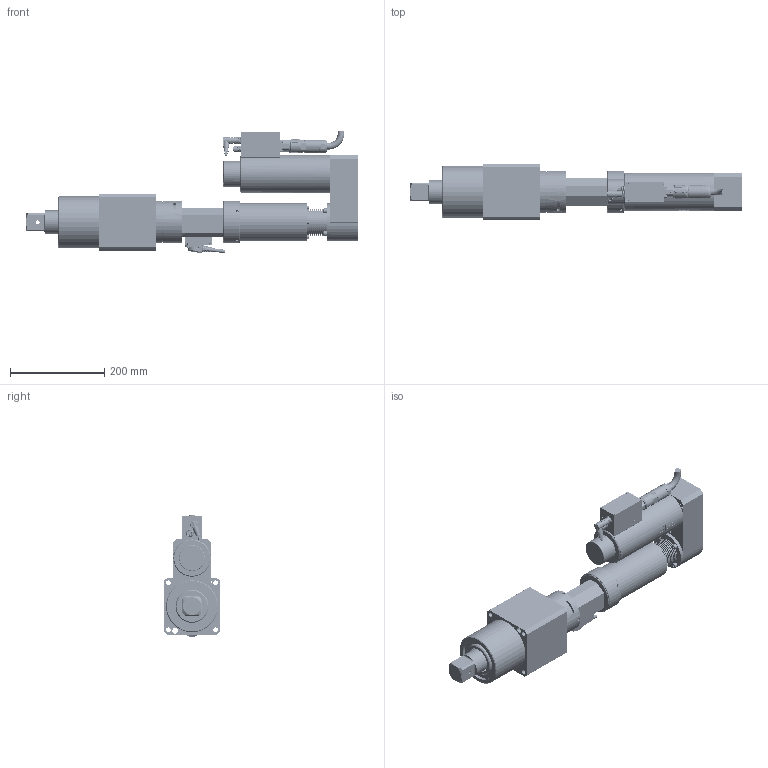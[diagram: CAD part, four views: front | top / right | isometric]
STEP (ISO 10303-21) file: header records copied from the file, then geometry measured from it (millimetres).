
FILE_DESCRIPTION(/* description */ (''),/* implementation_level */ '2;1');
FILE_NAME(/* name */ '4BDU1600T1S-A_IAM_001.iam.step',/* time_stamp */ '2021-08-10T09:02:26+02:00',/* author */ ('cideon'),/* organization */ (''),/* preprocessor_version */ 'ST-DEVELOPER v17.2',/* originating_system */ 'Autodesk Inventor 2019',/* authorisation */ '');
FILE_SCHEMA (('AUTOMOTIVE_DESIGN { 1 0 10303 214 3 1 1 }'));
Products named in the file (1): Bauteil18
Bounding box: 704.65 x 120 x 259.76 mm (x, y, z)
Volume: 3957318.3 mm3; surface area: 770980.3 mm2
Topology: 3 solids, 3 shells, 5685 faces, 16198 edges, 10717 vertices
Faces by surface type: plane 3268, cylinder 1421, cone 456, bspline 327, torus 199, sphere 14
Full cylindrical faces by diameter (mm): 0.434 x2, 0.6 x16, 0.9 x8, 1.4 x2, 1.6 x2, 1.7 x2, 1.83 x2, 2.1 x2, 2.5 x5, 3 x4, 3.2 x2, 3.3 x4, 4 x1, 4.02 x2, 5 x24, 5.1 x1, 5.5 x12, 5.9 x1, 6 x16, 6.3 x1, 6.6 x6, 6.8 x4, 7 x8, 7.3 x1, 8 x1, 8.7 x1, 9 x1, 9.1 x1, 10 x11, 10.106 x4
Entity records: 241073 total; most frequent: CARTESIAN_POINT 91712, ORIENTED_EDGE 32352, DIRECTION 29360, EDGE_CURVE 16176, AXIS2_PLACEMENT_3D 10731, VERTEX_POINT 10717, LINE 7898, VECTOR 7898
